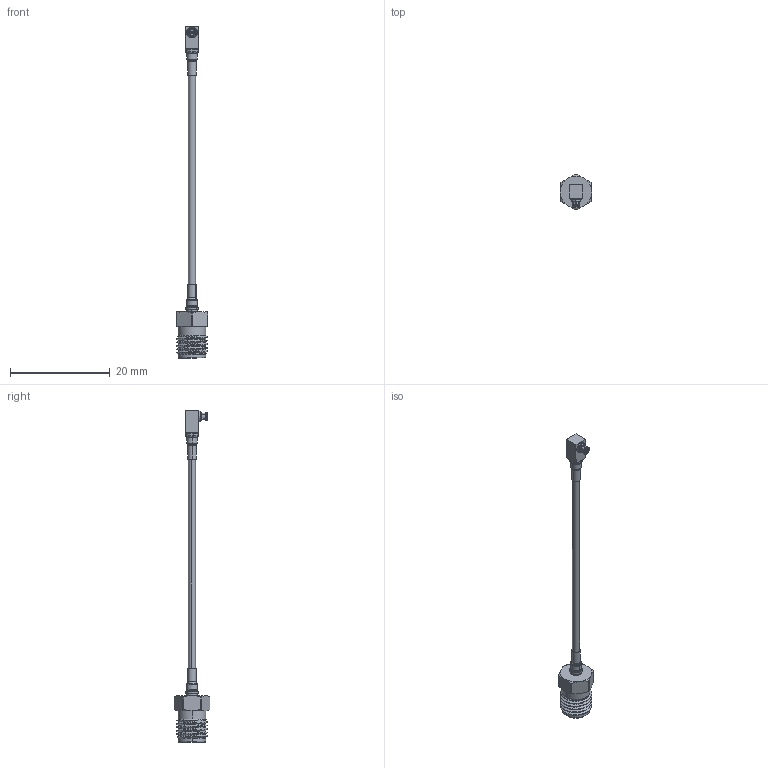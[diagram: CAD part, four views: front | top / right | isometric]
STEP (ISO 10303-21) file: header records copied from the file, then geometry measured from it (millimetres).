
FILE_DESCRIPTION (( 'STEP AP214' ), '1' );
FILE_NAME ('FMCA9968_3D.step', '2023-09-25T22:13:52', ( '' ), ( '' ), 'SwSTEP 2.0', 'SolidWorks 2022', '' );
FILE_SCHEMA (( 'AUTOMOTIVE_DESIGN' ));
Length unit declared in the file: inch
Products named in the file (5): FMCA9968_3D; Copy of PE-P047 Cable New^FMCA9968; Copy of PE45894^FMCA9968; Copy of 047_HeatShrink^FMCA9968; Copy of PE4418^FMCA9968
Assembly tree (5 placements, depth 2):
  FMCA9968_3D
    Copy of PE-P047 Cable New^FMCA9968
    Copy of PE45894^FMCA9968
    Copy of PE4418^FMCA9968
    Copy of 047_HeatShrink^FMCA9968  x2
Bounding box: 6.35 x 7.2 x 66.61 mm (x, y, z)
Volume: 387.4 mm3; surface area: 752.2 mm2
Topology: 5 solids, 5 shells, 235 faces, 586 edges, 372 vertices
Faces by surface type: plane 80, cylinder 71, cone 51, torus 30, bspline 3
Entity records: 8147 total; most frequent: CARTESIAN_POINT 2739, DIRECTION 1095, ORIENTED_EDGE 1092, EDGE_CURVE 546, AXIS2_PLACEMENT_3D 439, VERTEX_POINT 352, EDGE_LOOP 228, CIRCLE 219
